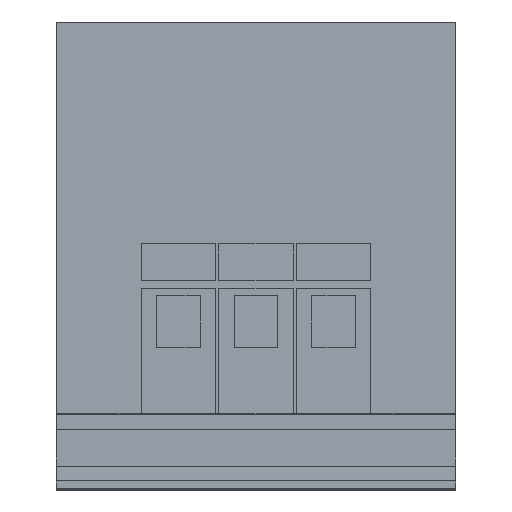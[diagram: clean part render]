
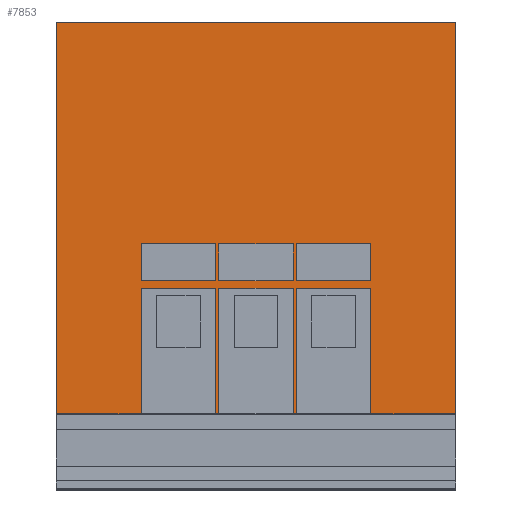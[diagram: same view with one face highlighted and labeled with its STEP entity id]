
A CAD part, top view. The second image highlights one B-rep face of the part: STEP entity #7853.
In plain terms, the highlighted face is planar.
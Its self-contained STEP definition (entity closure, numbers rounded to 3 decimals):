
#209=LINE('',#16309,#730);
#213=LINE('',#16317,#734);
#217=LINE('',#16325,#738);
#227=LINE('',#16343,#748);
#239=LINE('',#16365,#760);
#242=LINE('',#16371,#763);
#253=LINE('',#16391,#774);
#284=LINE('',#16452,#805);
#285=LINE('',#16455,#806);
#286=LINE('',#16457,#807);
#287=LINE('',#16459,#808);
#288=LINE('',#16460,#809);
#289=LINE('',#16463,#810);
#290=LINE('',#16465,#811);
#291=LINE('',#16467,#812);
#292=LINE('',#16468,#813);
#293=LINE('',#16471,#814);
#294=LINE('',#16473,#815);
#295=LINE('',#16475,#816);
#296=LINE('',#16476,#817);
#297=LINE('',#16478,#818);
#298=LINE('',#16480,#819);
#299=LINE('',#16481,#820);
#300=LINE('',#16483,#821);
#301=LINE('',#16485,#822);
#302=LINE('',#16486,#823);
#303=LINE('',#16488,#824);
#304=LINE('',#16490,#825);
#730=VECTOR('',#13701,1000.);
#734=VECTOR('',#13705,1000.);
#738=VECTOR('',#13709,1000.);
#748=VECTOR('',#13719,1000.);
#760=VECTOR('',#13733,1000.);
#763=VECTOR('',#13738,1000.);
#774=VECTOR('',#13751,1000.);
#805=VECTOR('',#13796,1000.);
#806=VECTOR('',#13797,1000.);
#807=VECTOR('',#13798,1000.);
#808=VECTOR('',#13799,1000.);
#809=VECTOR('',#13800,1000.);
#810=VECTOR('',#13801,1000.);
#811=VECTOR('',#13802,1000.);
#812=VECTOR('',#13803,1000.);
#813=VECTOR('',#13804,1000.);
#814=VECTOR('',#13805,1000.);
#815=VECTOR('',#13806,1000.);
#816=VECTOR('',#13807,1000.);
#817=VECTOR('',#13808,1000.);
#818=VECTOR('',#13809,1000.);
#819=VECTOR('',#13810,1000.);
#820=VECTOR('',#13811,1000.);
#821=VECTOR('',#13812,1000.);
#822=VECTOR('',#13813,1000.);
#823=VECTOR('',#13814,1000.);
#824=VECTOR('',#13815,1000.);
#825=VECTOR('',#13816,1000.);
#1370=PLANE('',#12178);
#2417=ORIENTED_EDGE('',*,*,#4089,.F.);
#2418=ORIENTED_EDGE('',*,*,#4090,.T.);
#2419=ORIENTED_EDGE('',*,*,#4091,.F.);
#2420=ORIENTED_EDGE('',*,*,#4092,.F.);
#2421=ORIENTED_EDGE('',*,*,#4093,.F.);
#2422=ORIENTED_EDGE('',*,*,#4094,.T.);
#2423=ORIENTED_EDGE('',*,*,#4095,.F.);
#2424=ORIENTED_EDGE('',*,*,#4096,.F.);
#2425=ORIENTED_EDGE('',*,*,#4097,.F.);
#2426=ORIENTED_EDGE('',*,*,#4098,.T.);
#2427=ORIENTED_EDGE('',*,*,#4099,.F.);
#2428=ORIENTED_EDGE('',*,*,#4100,.F.);
#2429=ORIENTED_EDGE('',*,*,#4014,.T.);
#2430=ORIENTED_EDGE('',*,*,#4101,.T.);
#2431=ORIENTED_EDGE('',*,*,#4102,.T.);
#2432=ORIENTED_EDGE('',*,*,#4103,.F.);
#2433=ORIENTED_EDGE('',*,*,#4032,.T.);
#2434=ORIENTED_EDGE('',*,*,#4044,.T.);
#2435=ORIENTED_EDGE('',*,*,#4058,.F.);
#2436=ORIENTED_EDGE('',*,*,#4047,.F.);
#2437=ORIENTED_EDGE('',*,*,#4022,.T.);
#2438=ORIENTED_EDGE('',*,*,#4104,.T.);
#2439=ORIENTED_EDGE('',*,*,#4105,.T.);
#2440=ORIENTED_EDGE('',*,*,#4106,.F.);
#2441=ORIENTED_EDGE('',*,*,#4018,.T.);
#2442=ORIENTED_EDGE('',*,*,#4107,.T.);
#2443=ORIENTED_EDGE('',*,*,#4108,.T.);
#2444=ORIENTED_EDGE('',*,*,#4109,.F.);
#4014=EDGE_CURVE('',#4914,#4913,#209,.T.);
#4018=EDGE_CURVE('',#4918,#4917,#213,.T.);
#4022=EDGE_CURVE('',#4922,#4921,#217,.T.);
#4032=EDGE_CURVE('',#4930,#4929,#227,.T.);
#4044=EDGE_CURVE('',#4929,#4938,#239,.T.);
#4047=EDGE_CURVE('',#4922,#4941,#242,.T.);
#4058=EDGE_CURVE('',#4941,#4938,#253,.T.);
#4089=EDGE_CURVE('',#4972,#4973,#284,.T.);
#4090=EDGE_CURVE('',#4972,#4974,#285,.T.);
#4091=EDGE_CURVE('',#4975,#4974,#286,.T.);
#4092=EDGE_CURVE('',#4973,#4975,#287,.T.);
#4093=EDGE_CURVE('',#4976,#4977,#288,.T.);
#4094=EDGE_CURVE('',#4976,#4978,#289,.T.);
#4095=EDGE_CURVE('',#4979,#4978,#290,.T.);
#4096=EDGE_CURVE('',#4977,#4979,#291,.T.);
#4097=EDGE_CURVE('',#4980,#4981,#292,.T.);
#4098=EDGE_CURVE('',#4980,#4982,#293,.T.);
#4099=EDGE_CURVE('',#4983,#4982,#294,.T.);
#4100=EDGE_CURVE('',#4981,#4983,#295,.T.);
#4101=EDGE_CURVE('',#4913,#4984,#296,.T.);
#4102=EDGE_CURVE('',#4984,#4985,#297,.T.);
#4103=EDGE_CURVE('',#4930,#4985,#298,.T.);
#4104=EDGE_CURVE('',#4921,#4986,#299,.T.);
#4105=EDGE_CURVE('',#4986,#4987,#300,.T.);
#4106=EDGE_CURVE('',#4918,#4987,#301,.T.);
#4107=EDGE_CURVE('',#4917,#4988,#302,.T.);
#4108=EDGE_CURVE('',#4988,#4989,#303,.T.);
#4109=EDGE_CURVE('',#4914,#4989,#304,.T.);
#4913=VERTEX_POINT('',#16308);
#4914=VERTEX_POINT('',#16310);
#4917=VERTEX_POINT('',#16316);
#4918=VERTEX_POINT('',#16318);
#4921=VERTEX_POINT('',#16324);
#4922=VERTEX_POINT('',#16326);
#4929=VERTEX_POINT('',#16342);
#4930=VERTEX_POINT('',#16344);
#4938=VERTEX_POINT('',#16364);
#4941=VERTEX_POINT('',#16372);
#4972=VERTEX_POINT('',#16453);
#4973=VERTEX_POINT('',#16454);
#4974=VERTEX_POINT('',#16456);
#4975=VERTEX_POINT('',#16458);
#4976=VERTEX_POINT('',#16461);
#4977=VERTEX_POINT('',#16462);
#4978=VERTEX_POINT('',#16464);
#4979=VERTEX_POINT('',#16466);
#4980=VERTEX_POINT('',#16469);
#4981=VERTEX_POINT('',#16470);
#4982=VERTEX_POINT('',#16472);
#4983=VERTEX_POINT('',#16474);
#4984=VERTEX_POINT('',#16477);
#4985=VERTEX_POINT('',#16479);
#4986=VERTEX_POINT('',#16482);
#4987=VERTEX_POINT('',#16484);
#4988=VERTEX_POINT('',#16487);
#4989=VERTEX_POINT('',#16489);
#6081=EDGE_LOOP('',(#2417,#2418,#2419,#2420));
#6082=EDGE_LOOP('',(#2421,#2422,#2423,#2424));
#6083=EDGE_LOOP('',(#2425,#2426,#2427,#2428));
#6084=EDGE_LOOP('',(#2429,#2430,#2431,#2432,#2433,#2434,#2435,#2436,#2437,
#2438,#2439,#2440,#2441,#2442,#2443,#2444));
#7077=FACE_BOUND('',#6081,.T.);
#7078=FACE_BOUND('',#6082,.T.);
#7079=FACE_BOUND('',#6083,.T.);
#7080=FACE_BOUND('',#6084,.T.);
#7853=ADVANCED_FACE('',(#7077,#7078,#7079,#7080),#1370,.F.);
#12178=AXIS2_PLACEMENT_3D('',#16451,#13794,#13795);
#13701=DIRECTION('',(0.,0.,-1.));
#13705=DIRECTION('',(0.,0.,-1.));
#13709=DIRECTION('',(0.,0.,-1.));
#13719=DIRECTION('',(0.,0.,-1.));
#13733=DIRECTION('',(-1.,0.,0.));
#13738=DIRECTION('',(-1.,0.,0.));
#13751=DIRECTION('',(0.,0.,-1.));
#13794=DIRECTION('',(0.,-1.,0.));
#13795=DIRECTION('',(0.,0.,-1.));
#13796=DIRECTION('',(0.,0.,-1.));
#13797=DIRECTION('',(-1.,0.,0.));
#13798=DIRECTION('',(0.,0.,1.));
#13799=DIRECTION('',(-1.,0.,0.));
#13800=DIRECTION('',(0.,0.,-1.));
#13801=DIRECTION('',(-1.,0.,0.));
#13802=DIRECTION('',(0.,0.,1.));
#13803=DIRECTION('',(-1.,0.,0.));
#13804=DIRECTION('',(0.,0.,-1.));
#13805=DIRECTION('',(-1.,0.,0.));
#13806=DIRECTION('',(0.,0.,1.));
#13807=DIRECTION('',(-1.,0.,0.));
#13808=DIRECTION('',(-1.,0.,0.));
#13809=DIRECTION('',(0.,0.,-1.));
#13810=DIRECTION('',(-1.,0.,0.));
#13811=DIRECTION('',(-1.,0.,0.));
#13812=DIRECTION('',(0.,0.,-1.));
#13813=DIRECTION('',(-1.,0.,0.));
#13814=DIRECTION('',(-1.,0.,0.));
#13815=DIRECTION('',(0.,0.,-1.));
#13816=DIRECTION('',(-1.,0.,0.));
#16308=CARTESIAN_POINT('',(0.,200.,-5.475));
#16309=CARTESIAN_POINT('',(0.,200.,27.));
#16310=CARTESIAN_POINT('',(0.,200.,-5.025));
#16316=CARTESIAN_POINT('',(0.,200.,5.025));
#16317=CARTESIAN_POINT('',(0.,200.,27.));
#16318=CARTESIAN_POINT('',(0.,200.,5.475));
#16324=CARTESIAN_POINT('',(0.,200.,15.525));
#16325=CARTESIAN_POINT('',(0.,200.,27.));
#16326=CARTESIAN_POINT('',(0.,200.,27.));
#16342=CARTESIAN_POINT('',(0.,200.,-27.));
#16343=CARTESIAN_POINT('',(0.,200.,27.));
#16344=CARTESIAN_POINT('',(0.,200.,-15.525));
#16364=CARTESIAN_POINT('',(-53.,200.,-27.));
#16365=CARTESIAN_POINT('',(0.,200.,-27.));
#16371=CARTESIAN_POINT('',(0.,200.,27.));
#16372=CARTESIAN_POINT('',(-53.,200.,27.));
#16391=CARTESIAN_POINT('',(-53.,200.,27.));
#16451=CARTESIAN_POINT('',(0.,200.,27.));
#16452=CARTESIAN_POINT('',(-18.,200.,-5.475));
#16453=CARTESIAN_POINT('',(-18.,200.,-5.475));
#16454=CARTESIAN_POINT('',(-18.,200.,-15.525));
#16455=CARTESIAN_POINT('',(0.,200.,-5.475));
#16456=CARTESIAN_POINT('',(-23.,200.,-5.475));
#16457=CARTESIAN_POINT('',(-23.,200.,27.));
#16458=CARTESIAN_POINT('',(-23.,200.,-15.525));
#16459=CARTESIAN_POINT('',(0.,200.,-15.525));
#16460=CARTESIAN_POINT('',(-18.,200.,5.025));
#16461=CARTESIAN_POINT('',(-18.,200.,5.025));
#16462=CARTESIAN_POINT('',(-18.,200.,-5.025));
#16463=CARTESIAN_POINT('',(0.,200.,5.025));
#16464=CARTESIAN_POINT('',(-23.,200.,5.025));
#16465=CARTESIAN_POINT('',(-23.,200.,27.));
#16466=CARTESIAN_POINT('',(-23.,200.,-5.025));
#16467=CARTESIAN_POINT('',(0.,200.,-5.025));
#16468=CARTESIAN_POINT('',(-18.,200.,15.525));
#16469=CARTESIAN_POINT('',(-18.,200.,15.525));
#16470=CARTESIAN_POINT('',(-18.,200.,5.475));
#16471=CARTESIAN_POINT('',(0.,200.,15.525));
#16472=CARTESIAN_POINT('',(-23.,200.,15.525));
#16473=CARTESIAN_POINT('',(-23.,200.,27.));
#16474=CARTESIAN_POINT('',(-23.,200.,5.475));
#16475=CARTESIAN_POINT('',(0.,200.,5.475));
#16476=CARTESIAN_POINT('',(0.,200.,-5.475));
#16477=CARTESIAN_POINT('',(-17.,200.,-5.475));
#16478=CARTESIAN_POINT('',(-17.,200.,-5.475));
#16479=CARTESIAN_POINT('',(-17.,200.,-15.525));
#16480=CARTESIAN_POINT('',(0.,200.,-15.525));
#16481=CARTESIAN_POINT('',(0.,200.,15.525));
#16482=CARTESIAN_POINT('',(-17.,200.,15.525));
#16483=CARTESIAN_POINT('',(-17.,200.,15.525));
#16484=CARTESIAN_POINT('',(-17.,200.,5.475));
#16485=CARTESIAN_POINT('',(0.,200.,5.475));
#16486=CARTESIAN_POINT('',(0.,200.,5.025));
#16487=CARTESIAN_POINT('',(-17.,200.,5.025));
#16488=CARTESIAN_POINT('',(-17.,200.,5.025));
#16489=CARTESIAN_POINT('',(-17.,200.,-5.025));
#16490=CARTESIAN_POINT('',(0.,200.,-5.025));
